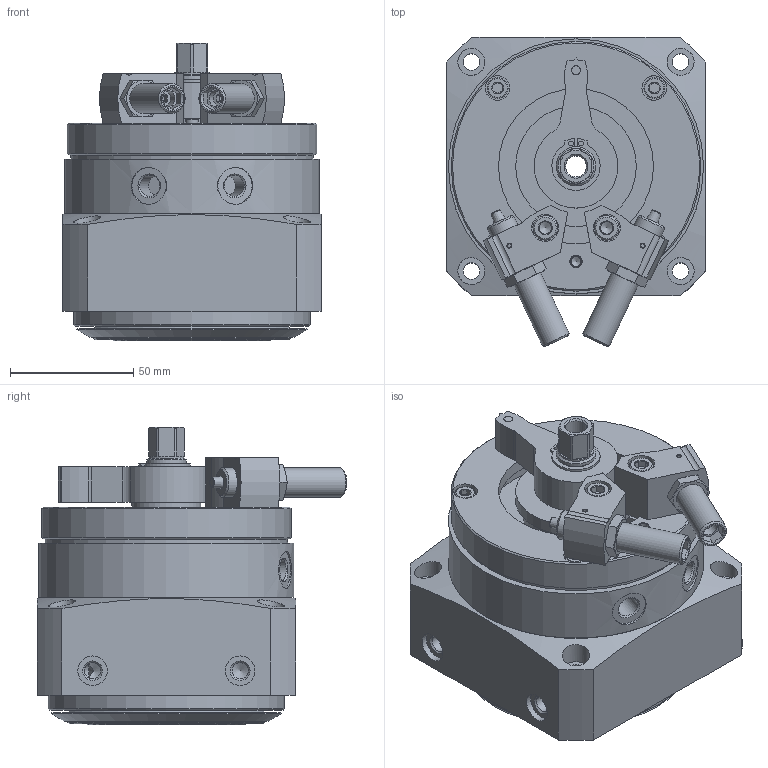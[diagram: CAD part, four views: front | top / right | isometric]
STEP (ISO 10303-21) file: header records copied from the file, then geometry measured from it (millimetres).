
FILE_DESCRIPTION(/* description */ ('STEP AP214'),/* implementation_level */ '2;1');
FILE_NAME(/* name */ '1369119_DSM-32-270-P1-HD-A-B',/* time_stamp */ '2024-08-21T18:25:26+02:00',/* author */ ('License CC BY-ND 4.0'),/* organization */ ('CADENAS'),/* preprocessor_version */ 'ST-DEVELOPER v19.3',/* originating_system */ 'PARTsolutions',/* authorisation */ ' ');
FILE_SCHEMA (('AUTOMOTIVE_DESIGN {1 0 10303 214 3 1 1}'));
Length unit declared in the file: millimetre
Products named in the file (9): 1369119 DSM-32-270-P1-HD-A-B---(0); 1371960 DSM-32-270-HD---(Geh); 342622 DSM-32_NS; 704065 DSM-32-BR---(HZ); 548375 DYEF-M12-Y1F_P; DIN-912 - M6x25(F); 348987 SPZ-20 M12X1-4-15; 704064 DSM-32-BL---(HZ); 1371960 DSM-32-270-HD---(Kol)
Assembly tree (12 placements, depth 2):
  1369119 DSM-32-270-P1-HD-A-B---(0)
    1371960 DSM-32-270-HD---(Geh)
    342622 DSM-32_NS  x2
    704065 DSM-32-BR---(HZ)
    548375 DYEF-M12-Y1F_P  x2
    DIN-912 - M6x25(F)  x2
    348987 SPZ-20 M12X1-4-15  x2
    704064 DSM-32-BL---(HZ)
    1371960 DSM-32-270-HD---(Kol)
Bounding box: 105 x 125.83 x 121 mm (x, y, z)
Volume: 703800.3 mm3; surface area: 145118 mm2
Topology: 12 solids, 12 shells, 580 faces, 1299 edges, 827 vertices
Faces by surface type: plane 298, cylinder 169, cone 103, torus 10
Full cylindrical faces by diameter (mm): 1.567 x2, 2 x2, 2.1 x2, 3.7 x2, 4.134 x4, 4.917 x2, 5 x1, 6 x2, 6.6 x2, 6.647 x10, 6.8 x4, 6.917 x2, 7 x4, 8.5 x4, 8.566 x3, 10 x10, 10.917 x4, 11 x10, 12 x8, 14.5 x1, 15 x3, 15.2 x1, 16 x2, 20 x3, 27 x2, 28 x1, 43 x1, 49 x1, 63 x1, 72 x1
Entity records: 14510 total; most frequent: CARTESIAN_POINT 2482, DIRECTION 2267, ORIENTED_EDGE 1794, AXIS2_PLACEMENT_3D 936, EDGE_CURVE 897, FACE_BOUND 790, EDGE_LOOP 783, VERTEX_POINT 677
